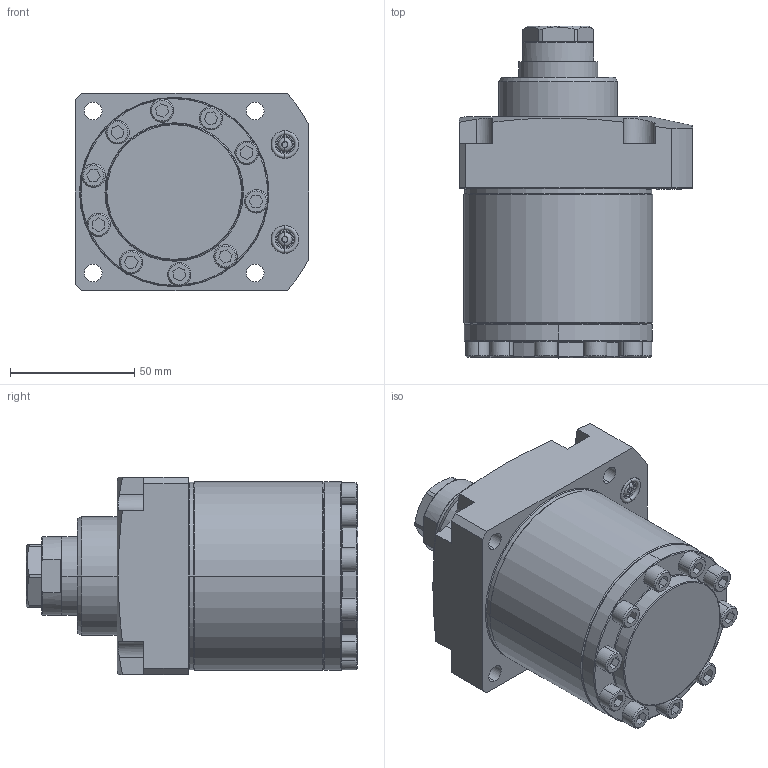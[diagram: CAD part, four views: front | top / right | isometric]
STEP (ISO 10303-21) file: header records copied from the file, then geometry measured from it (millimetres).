
FILE_DESCRIPTION((''),'2;1');
FILE_NAME('ILC10021200','2010-11-18T',('avl'),(''),'PRO/ENGINEER BY PARAMETRIC TECHNOLOGY CORPORATION, 2007460','PRO/ENGINEER BY PARAMETRIC TECHNOLOGY CORPORATION, 2007460','');
FILE_SCHEMA(('AUTOMOTIVE_DESIGN_CC2 { 1 2 10303 214 -1 1 5 2 }'));
Length unit declared in the file: inch
Products named in the file (1): ILC10021200
Bounding box: 93.68 x 133.3 x 79.38 mm (x, y, z)
Volume: 533567.5 mm3; surface area: 49754.6 mm2
Topology: 1 solids, 5 shells, 306 faces, 750 edges, 478 vertices
Faces by surface type: plane 154, cylinder 94, cone 38, torus 16, revolution 4
Entity records: 11753 total; most frequent: CARTESIAN_POINT 1956, DIRECTION 1598, ORIENTED_EDGE 1484, PRESENTATION_STYLE_ASSIGNMENT 755, STYLED_ITEM 755, CURVE_STYLE 750, EDGE_CURVE 750, AXIS2_PLACEMENT_3D 595
